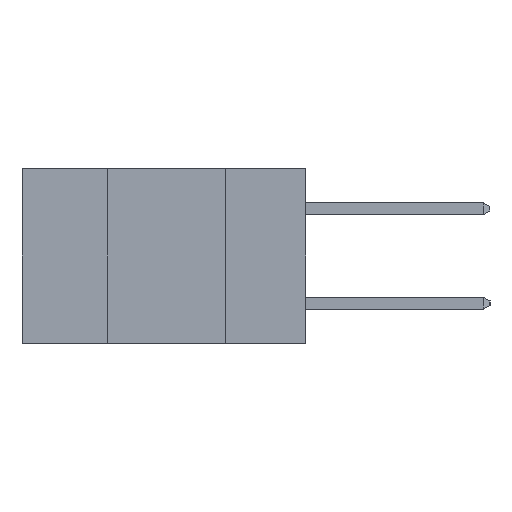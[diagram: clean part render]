
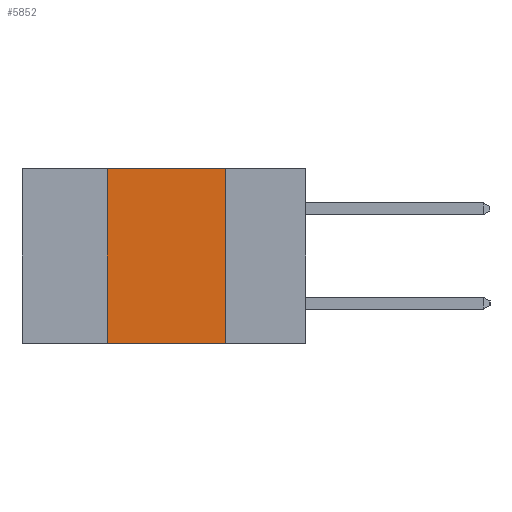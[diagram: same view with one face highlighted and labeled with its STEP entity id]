
A CAD part, left-side view. The second image highlights one B-rep face of the part: STEP entity #5852.
In plain terms, the highlighted planar face has unit normal (-1, 0, 0).
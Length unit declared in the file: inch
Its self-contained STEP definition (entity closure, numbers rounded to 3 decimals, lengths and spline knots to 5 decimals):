
#714 = VERTEX_POINT ( 'NONE', #12489 ) ;
#1388 = ORIENTED_EDGE ( 'NONE', *, *, #4414, .T. ) ;
#2031 = CARTESIAN_POINT ( 'NONE',  ( 0., 0.17, -0.37 ) ) ;
#2079 = DIRECTION ( 'NONE',  ( 0., 0., -1. ) ) ;
#2732 = VECTOR ( 'NONE', #3105, 39.37008 ) ;
#2825 = AXIS2_PLACEMENT_3D ( 'NONE', #9399, #9380, #9369 ) ;
#2872 = EDGE_CURVE ( 'NONE', #10963, #6067, #5363, .T. ) ;
#3105 = DIRECTION ( 'NONE',  ( 0., -1., 0. ) ) ;
#3108 = EDGE_CURVE ( 'NONE', #714, #10963, #8197, .T. ) ;
#3115 = CARTESIAN_POINT ( 'NONE',  ( 0., 0.6, 0. ) ) ;
#3585 = VERTEX_POINT ( 'NONE', #6462 ) ;
#3753 = LINE ( 'NONE', #10495, #10782 ) ;
#4142 = CARTESIAN_POINT ( 'NONE',  ( 0., 0.42, -0.37 ) ) ;
#4298 = ORIENTED_EDGE ( 'NONE', *, *, #2872, .F. ) ;
#4414 = EDGE_CURVE ( 'NONE', #714, #3585, #3753, .T. ) ;
#4861 = VECTOR ( 'NONE', #5340, 39.37008 ) ;
#5340 = DIRECTION ( 'NONE',  ( 0., 0., 1. ) ) ;
#5363 = LINE ( 'NONE', #3115, #2732 ) ;
#5852 = ADVANCED_FACE ( 'NONE', ( #8565 ), #9402, .F. ) ;
#6067 = VERTEX_POINT ( 'NONE', #6975 ) ;
#6462 = CARTESIAN_POINT ( 'NONE',  ( 0., 0.17, -0.37 ) ) ;
#6668 = ORIENTED_EDGE ( 'NONE', *, *, #3108, .F. ) ;
#6975 = CARTESIAN_POINT ( 'NONE',  ( 0., 0.17, 0. ) ) ;
#8197 = LINE ( 'NONE', #4142, #4861 ) ;
#8565 = FACE_OUTER_BOUND ( 'NONE', #10328, .T. ) ;
#9143 = LINE ( 'NONE', #2031, #11694 ) ;
#9369 = DIRECTION ( 'NONE',  ( 0., 0., -1. ) ) ;
#9380 = DIRECTION ( 'NONE',  ( 1., 0., 0. ) ) ;
#9399 = CARTESIAN_POINT ( 'NONE',  ( 0., 0.6, 0. ) ) ;
#9402 = PLANE ( 'NONE',  #2825 ) ;
#10241 = ORIENTED_EDGE ( 'NONE', *, *, #11699, .F. ) ;
#10328 = EDGE_LOOP ( 'NONE', ( #10241, #4298, #6668, #1388 ) ) ;
#10495 = CARTESIAN_POINT ( 'NONE',  ( 0., 0.6, -0.37 ) ) ;
#10568 = DIRECTION ( 'NONE',  ( 0., -1., 0. ) ) ;
#10782 = VECTOR ( 'NONE', #10568, 39.37008 ) ;
#10963 = VERTEX_POINT ( 'NONE', #12346 ) ;
#11694 = VECTOR ( 'NONE', #2079, 39.37008 ) ;
#11699 = EDGE_CURVE ( 'NONE', #6067, #3585, #9143, .T. ) ;
#12346 = CARTESIAN_POINT ( 'NONE',  ( 0., 0.42, 0. ) ) ;
#12489 = CARTESIAN_POINT ( 'NONE',  ( 0., 0.42, -0.37 ) ) ;
